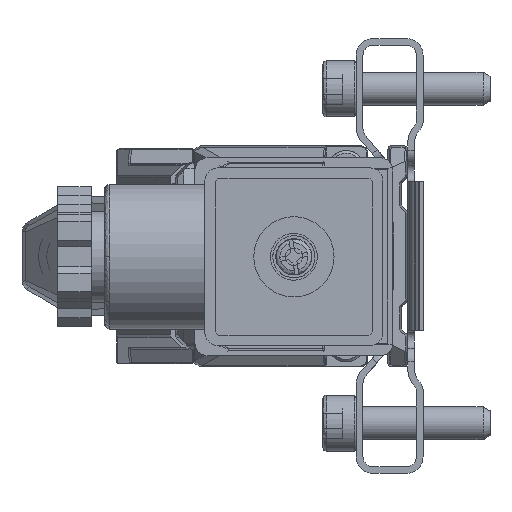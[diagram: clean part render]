
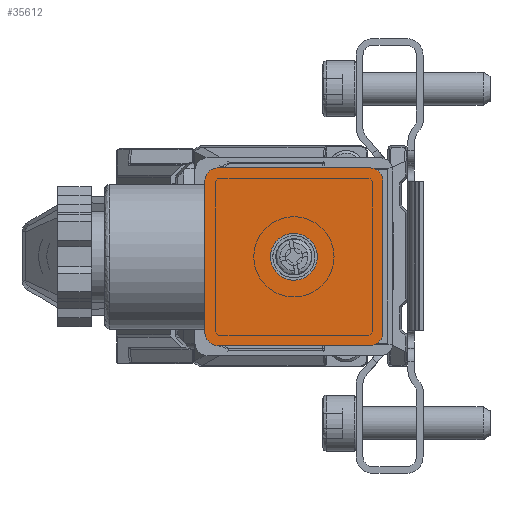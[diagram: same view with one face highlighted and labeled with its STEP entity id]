
A CAD part, left-side view. The second image highlights one B-rep face of the part: STEP entity #35612.
In plain terms, the highlighted planar face has unit normal (-1, 0, 0).
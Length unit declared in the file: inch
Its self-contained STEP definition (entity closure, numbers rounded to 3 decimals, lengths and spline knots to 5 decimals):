
#341 = CARTESIAN_POINT ( 'NONE',  ( -8.70866, 1.19347, -0.20777 ) ) ;
#566 = DIRECTION ( 'NONE',  ( 0., 0., -1. ) ) ;
#1923 = ORIENTED_EDGE ( 'NONE', *, *, #35189, .F. ) ;
#2149 = ORIENTED_EDGE ( 'NONE', *, *, #19923, .F. ) ;
#3019 = DIRECTION ( 'NONE',  ( 1., 0., 0. ) ) ;
#4302 = ORIENTED_EDGE ( 'NONE', *, *, #14186, .F. ) ;
#4476 = CARTESIAN_POINT ( 'NONE',  ( -8.70866, 0.22496, -1.09754 ) ) ;
#5917 = ORIENTED_EDGE ( 'NONE', *, *, #37458, .F. ) ;
#6557 = CARTESIAN_POINT ( 'NONE',  ( -8.70866, 1.19347, -1.17628 ) ) ;
#9007 = CARTESIAN_POINT ( 'NONE',  ( -8.70866, 0.14622, -0.20777 ) ) ;
#9262 = DIRECTION ( 'NONE',  ( 0., -1., 0. ) ) ;
#9965 = CARTESIAN_POINT ( 'NONE',  ( -8.70866, 1.11473, -1.17628 ) ) ;
#10111 = CIRCLE ( 'NONE', #22753, 0.07874 ) ;
#10509 = VECTOR ( 'NONE', #35322, 39.37008 ) ;
#10530 = VERTEX_POINT ( 'NONE', #341 ) ;
#12668 = CARTESIAN_POINT ( 'NONE',  ( -8.70866, 0.66984, -0.79045 ) ) ;
#12727 = CARTESIAN_POINT ( 'NONE',  ( -8.70866, 1.11473, -1.09754 ) ) ;
#13066 = DIRECTION ( 'NONE',  ( 0., 0., 1. ) ) ;
#13372 = VECTOR ( 'NONE', #31277, 39.37008 ) ;
#14186 = EDGE_CURVE ( 'NONE', #41970, #21761, #33639, .T. ) ;
#14762 = CARTESIAN_POINT ( 'NONE',  ( -8.70866, 1.11473, -0.12903 ) ) ;
#15038 = DIRECTION ( 'NONE',  ( -1., 0., 0. ) ) ;
#15135 = EDGE_LOOP ( 'NONE', ( #5917 ) ) ;
#15197 = DIRECTION ( 'NONE',  ( 1., 0., 0. ) ) ;
#15972 = ORIENTED_EDGE ( 'NONE', *, *, #26530, .F. ) ;
#15994 = DIRECTION ( 'NONE',  ( 0., -1., 0. ) ) ;
#16472 = CARTESIAN_POINT ( 'NONE',  ( -8.70866, 1.19347, -0.12903 ) ) ;
#16579 = EDGE_CURVE ( 'NONE', #36967, #10530, #32511, .T. ) ;
#19203 = VERTEX_POINT ( 'NONE', #9965 ) ;
#19248 = CIRCLE ( 'NONE', #39349, 0.07874 ) ;
#19923 = EDGE_CURVE ( 'NONE', #10530, #39335, #10111, .T. ) ;
#20029 = FACE_OUTER_BOUND ( 'NONE', #39638, .T. ) ;
#20393 = DIRECTION ( 'NONE',  ( 1., 0., 0. ) ) ;
#20716 = FACE_BOUND ( 'NONE', #15135, .T. ) ;
#21490 = LINE ( 'NONE', #35713, #13372 ) ;
#21761 = VERTEX_POINT ( 'NONE', #42605 ) ;
#22753 = AXIS2_PLACEMENT_3D ( 'NONE', #23292, #37528, #33567 ) ;
#22854 = VERTEX_POINT ( 'NONE', #9007 ) ;
#22911 = EDGE_CURVE ( 'NONE', #19203, #36967, #19248, .T. ) ;
#23292 = CARTESIAN_POINT ( 'NONE',  ( -8.70866, 1.11473, -0.20777 ) ) ;
#23518 = CARTESIAN_POINT ( 'NONE',  ( -8.70866, 1.19347, -1.17628 ) ) ;
#24323 = VERTEX_POINT ( 'NONE', #42306 ) ;
#24783 = EDGE_CURVE ( 'NONE', #22854, #41970, #21490, .T. ) ;
#25082 = DIRECTION ( 'NONE',  ( 0., -1., 0. ) ) ;
#26530 = EDGE_CURVE ( 'NONE', #39335, #24323, #38531, .T. ) ;
#26659 = LINE ( 'NONE', #6557, #37832 ) ;
#29545 = CARTESIAN_POINT ( 'NONE',  ( -8.70866, 1.19347, -1.09754 ) ) ;
#30083 = AXIS2_PLACEMENT_3D ( 'NONE', #39738, #15038, #566 ) ;
#31277 = DIRECTION ( 'NONE',  ( 0., 0., -1. ) ) ;
#31292 = AXIS2_PLACEMENT_3D ( 'NONE', #32531, #36270, #25082 ) ;
#31638 = ORIENTED_EDGE ( 'NONE', *, *, #42933, .F. ) ;
#31811 = CARTESIAN_POINT ( 'NONE',  ( -8.70866, 1.19347, -1.17628 ) ) ;
#32511 = LINE ( 'NONE', #31811, #10509 ) ;
#32531 = CARTESIAN_POINT ( 'NONE',  ( -8.70866, 0.22496, -0.20777 ) ) ;
#32891 = DIRECTION ( 'NONE',  ( 0., -1., 0. ) ) ;
#33417 = ORIENTED_EDGE ( 'NONE', *, *, #24783, .F. ) ;
#33567 = DIRECTION ( 'NONE',  ( 0., -1., 0. ) ) ;
#33639 = CIRCLE ( 'NONE', #43364, 0.07874 ) ;
#33889 = ORIENTED_EDGE ( 'NONE', *, *, #16579, .F. ) ;
#34270 = CIRCLE ( 'NONE', #31292, 0.07874 ) ;
#34938 = PLANE ( 'NONE',  #35974 ) ;
#35189 = EDGE_CURVE ( 'NONE', #21761, #19203, #26659, .T. ) ;
#35322 = DIRECTION ( 'NONE',  ( 0., 0., 1. ) ) ;
#35330 = CIRCLE ( 'NONE', #30083, 0.1378 ) ;
#35612 = ADVANCED_FACE ( 'NONE', ( #20029, #20716 ), #34938, .F. ) ;
#35713 = CARTESIAN_POINT ( 'NONE',  ( -8.70866, 0.14622, -1.17628 ) ) ;
#35974 = AXIS2_PLACEMENT_3D ( 'NONE', #23518, #3019, #13066 ) ;
#36270 = DIRECTION ( 'NONE',  ( 1., 0., 0. ) ) ;
#36967 = VERTEX_POINT ( 'NONE', #29545 ) ;
#37458 = EDGE_CURVE ( 'NONE', #40420, #40420, #35330, .T. ) ;
#37528 = DIRECTION ( 'NONE',  ( 1., 0., 0. ) ) ;
#37832 = VECTOR ( 'NONE', #45732, 39.37008 ) ;
#38152 = CARTESIAN_POINT ( 'NONE',  ( -8.70866, 0.14622, -1.09754 ) ) ;
#38531 = LINE ( 'NONE', #16472, #44024 ) ;
#39335 = VERTEX_POINT ( 'NONE', #14762 ) ;
#39349 = AXIS2_PLACEMENT_3D ( 'NONE', #12727, #20393, #15994 ) ;
#39638 = EDGE_LOOP ( 'NONE', ( #1923, #4302, #33417, #31638, #15972, #2149, #33889, #42146 ) ) ;
#39738 = CARTESIAN_POINT ( 'NONE',  ( -8.70866, 0.66984, -0.65265 ) ) ;
#40420 = VERTEX_POINT ( 'NONE', #12668 ) ;
#41970 = VERTEX_POINT ( 'NONE', #38152 ) ;
#42146 = ORIENTED_EDGE ( 'NONE', *, *, #22911, .F. ) ;
#42306 = CARTESIAN_POINT ( 'NONE',  ( -8.70866, 0.22496, -0.12903 ) ) ;
#42605 = CARTESIAN_POINT ( 'NONE',  ( -8.70866, 0.22496, -1.17628 ) ) ;
#42933 = EDGE_CURVE ( 'NONE', #24323, #22854, #34270, .T. ) ;
#43364 = AXIS2_PLACEMENT_3D ( 'NONE', #4476, #15197, #32891 ) ;
#44024 = VECTOR ( 'NONE', #9262, 39.37008 ) ;
#45732 = DIRECTION ( 'NONE',  ( 0., 1., 0. ) ) ;
